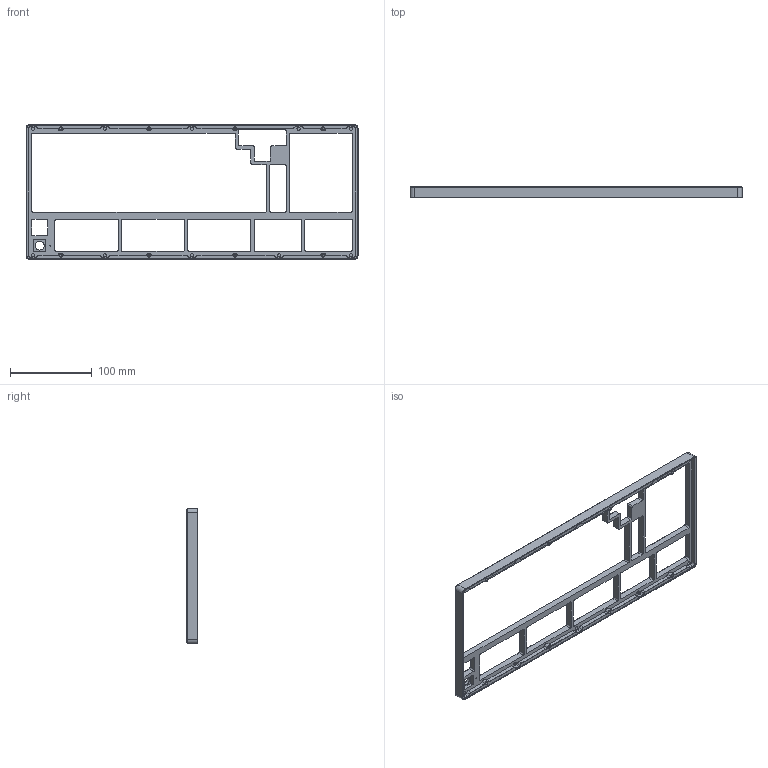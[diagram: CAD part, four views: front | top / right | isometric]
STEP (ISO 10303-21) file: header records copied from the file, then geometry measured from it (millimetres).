
FILE_DESCRIPTION(/* description */ (''),/* implementation_level */ '2;1');
FILE_NAME(/* name */ 'Boston-top-alternate (3d print) v8.step',/* time_stamp */ '2023-11-27T17:10:56+01:00',/* author */ (''),/* organization */ (''),/* preprocessor_version */ 'ST-DEVELOPER v20',/* originating_system */ 'Autodesk Translation Framework v12.14.0.127',/* authorisation */ '');
FILE_SCHEMA (('AUTOMOTIVE_DESIGN { 1 0 10303 214 3 1 1 }'));
Length unit declared in the file: millimetre
Products named in the file (1): Boston-top-alternate (3d print)
Bounding box: 405 x 13.5 x 165 mm (x, y, z)
Volume: 151596.5 mm3; surface area: 74918.3 mm2
Topology: 1 solids, 1 shells, 468 faces, 1127 edges, 682 vertices
Faces by surface type: plane 195, cylinder 148, cone 125
Full cylindrical faces by diameter (mm): 1.3 x1, 2.5 x8, 3.9 x8, 4 x10, 11 x1
Entity records: 13509 total; most frequent: DIRECTION 2471, CARTESIAN_POINT 2270, ORIENTED_EDGE 2238, EDGE_CURVE 1119, AXIS2_PLACEMENT_3D 883, LINE 705, VECTOR 705, VERTEX_POINT 682
